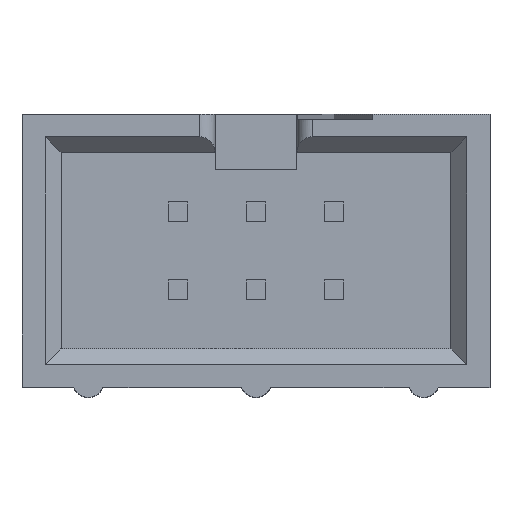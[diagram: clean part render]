
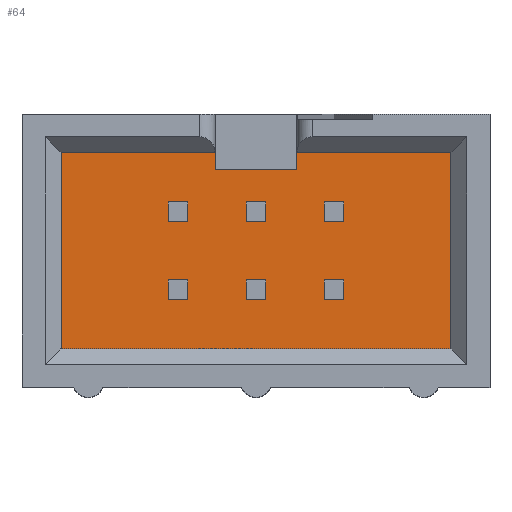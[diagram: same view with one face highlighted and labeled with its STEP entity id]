
A CAD part, top view. The second image highlights one B-rep face of the part: STEP entity #64.
In plain terms, the highlighted planar face has unit normal (0, 0, 1).
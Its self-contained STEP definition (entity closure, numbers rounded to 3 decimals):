
#64=ADVANCED_FACE('',(#185,#186,#187,#188,#189,#190,#191),#192,.T.);
#185=FACE_OUTER_BOUND('',#406,.T.);
#186=FACE_BOUND('',#407,.T.);
#187=FACE_BOUND('',#408,.T.);
#188=FACE_BOUND('',#409,.T.);
#189=FACE_BOUND('',#410,.T.);
#190=FACE_BOUND('',#411,.T.);
#191=FACE_BOUND('',#412,.T.);
#192=PLANE('',#413);
#406=EDGE_LOOP('',(#747,#748,#749,#750,#751,#752,#753,#754,#755,#756,#757,#758));
#407=EDGE_LOOP('',(#759,#760,#761,#762));
#408=EDGE_LOOP('',(#763,#764,#765,#766));
#409=EDGE_LOOP('',(#767,#768,#769,#770));
#410=EDGE_LOOP('',(#771,#772,#773,#774));
#411=EDGE_LOOP('',(#775,#776,#777,#778));
#412=EDGE_LOOP('',(#779,#780,#781,#782));
#413=AXIS2_PLACEMENT_3D('',#783,#784,#785);
#747=ORIENTED_EDGE('',*,*,#1455,.T.);
#748=ORIENTED_EDGE('',*,*,#1466,.F.);
#749=ORIENTED_EDGE('',*,*,#1462,.F.);
#750=ORIENTED_EDGE('',*,*,#1458,.T.);
#751=ORIENTED_EDGE('',*,*,#1467,.T.);
#752=ORIENTED_EDGE('',*,*,#1468,.T.);
#753=ORIENTED_EDGE('',*,*,#1469,.T.);
#754=ORIENTED_EDGE('',*,*,#1470,.T.);
#755=ORIENTED_EDGE('',*,*,#1471,.T.);
#756=ORIENTED_EDGE('',*,*,#1472,.T.);
#757=ORIENTED_EDGE('',*,*,#1473,.T.);
#758=ORIENTED_EDGE('',*,*,#1461,.T.);
#759=ORIENTED_EDGE('',*,*,#1474,.T.);
#760=ORIENTED_EDGE('',*,*,#1475,.F.);
#761=ORIENTED_EDGE('',*,*,#1476,.F.);
#762=ORIENTED_EDGE('',*,*,#1477,.T.);
#763=ORIENTED_EDGE('',*,*,#1478,.T.);
#764=ORIENTED_EDGE('',*,*,#1479,.F.);
#765=ORIENTED_EDGE('',*,*,#1480,.F.);
#766=ORIENTED_EDGE('',*,*,#1481,.T.);
#767=ORIENTED_EDGE('',*,*,#1482,.T.);
#768=ORIENTED_EDGE('',*,*,#1483,.F.);
#769=ORIENTED_EDGE('',*,*,#1484,.F.);
#770=ORIENTED_EDGE('',*,*,#1485,.T.);
#771=ORIENTED_EDGE('',*,*,#1486,.T.);
#772=ORIENTED_EDGE('',*,*,#1487,.F.);
#773=ORIENTED_EDGE('',*,*,#1488,.F.);
#774=ORIENTED_EDGE('',*,*,#1489,.T.);
#775=ORIENTED_EDGE('',*,*,#1490,.T.);
#776=ORIENTED_EDGE('',*,*,#1491,.F.);
#777=ORIENTED_EDGE('',*,*,#1492,.F.);
#778=ORIENTED_EDGE('',*,*,#1493,.T.);
#779=ORIENTED_EDGE('',*,*,#1494,.T.);
#780=ORIENTED_EDGE('',*,*,#1495,.F.);
#781=ORIENTED_EDGE('',*,*,#1496,.F.);
#782=ORIENTED_EDGE('',*,*,#1497,.T.);
#783=CARTESIAN_POINT('',(0.0,0.0,-6.35));
#784=DIRECTION('',(0.0,0.0,1.0));
#785=DIRECTION('',(1.0,0.0,0.0));
#1455=EDGE_CURVE('',#1747,#1745,#1748,.T.);
#1458=EDGE_CURVE('',#1752,#1750,#1753,.T.);
#1461=EDGE_CURVE('',#1755,#1747,#1757,.T.);
#1462=EDGE_CURVE('',#1752,#1758,#1759,.T.);
#1466=EDGE_CURVE('',#1758,#1745,#1764,.T.);
#1467=EDGE_CURVE('',#1750,#1765,#1766,.T.);
#1468=EDGE_CURVE('',#1765,#1767,#1768,.T.);
#1469=EDGE_CURVE('',#1767,#1769,#1770,.T.);
#1470=EDGE_CURVE('',#1769,#1771,#1772,.T.);
#1471=EDGE_CURVE('',#1771,#1773,#1774,.T.);
#1472=EDGE_CURVE('',#1773,#1775,#1776,.T.);
#1473=EDGE_CURVE('',#1775,#1755,#1777,.T.);
#1474=EDGE_CURVE('',#1778,#1779,#1780,.T.);
#1475=EDGE_CURVE('',#1781,#1779,#1782,.T.);
#1476=EDGE_CURVE('',#1783,#1781,#1784,.T.);
#1477=EDGE_CURVE('',#1783,#1778,#1785,.T.);
#1478=EDGE_CURVE('',#1786,#1787,#1788,.T.);
#1479=EDGE_CURVE('',#1789,#1787,#1790,.T.);
#1480=EDGE_CURVE('',#1791,#1789,#1792,.T.);
#1481=EDGE_CURVE('',#1791,#1786,#1793,.T.);
#1482=EDGE_CURVE('',#1794,#1795,#1796,.T.);
#1483=EDGE_CURVE('',#1797,#1795,#1798,.T.);
#1484=EDGE_CURVE('',#1799,#1797,#1800,.T.);
#1485=EDGE_CURVE('',#1799,#1794,#1801,.T.);
#1486=EDGE_CURVE('',#1802,#1803,#1804,.T.);
#1487=EDGE_CURVE('',#1805,#1803,#1806,.T.);
#1488=EDGE_CURVE('',#1807,#1805,#1808,.T.);
#1489=EDGE_CURVE('',#1807,#1802,#1809,.T.);
#1490=EDGE_CURVE('',#1810,#1811,#1812,.T.);
#1491=EDGE_CURVE('',#1813,#1811,#1814,.T.);
#1492=EDGE_CURVE('',#1815,#1813,#1816,.T.);
#1493=EDGE_CURVE('',#1815,#1810,#1817,.T.);
#1494=EDGE_CURVE('',#1818,#1819,#1820,.T.);
#1495=EDGE_CURVE('',#1821,#1819,#1822,.T.);
#1496=EDGE_CURVE('',#1823,#1821,#1824,.T.);
#1497=EDGE_CURVE('',#1823,#1818,#1825,.T.);
#1745=VERTEX_POINT('',#2221);
#1747=VERTEX_POINT('',#2224);
#1748=LINE('',#2225,#2226);
#1750=VERTEX_POINT('',#2229);
#1752=VERTEX_POINT('',#2232);
#1753=LINE('',#2233,#2234);
#1755=VERTEX_POINT('',#2237);
#1757=LINE('',#2240,#2241);
#1758=VERTEX_POINT('',#2242);
#1759=LINE('',#2243,#2244);
#1764=LINE('',#2252,#2253);
#1765=VERTEX_POINT('',#2254);
#1766=LINE('',#2255,#2256);
#1767=VERTEX_POINT('',#2257);
#1768=LINE('',#2258,#2259);
#1769=VERTEX_POINT('',#2260);
#1770=LINE('',#2261,#2262);
#1771=VERTEX_POINT('',#2263);
#1772=LINE('',#2264,#2265);
#1773=VERTEX_POINT('',#2266);
#1774=LINE('',#2267,#2268);
#1775=VERTEX_POINT('',#2269);
#1776=LINE('',#2270,#2271);
#1777=LINE('',#2272,#2273);
#1778=VERTEX_POINT('',#2274);
#1779=VERTEX_POINT('',#2275);
#1780=LINE('',#2276,#2277);
#1781=VERTEX_POINT('',#2278);
#1782=LINE('',#2279,#2280);
#1783=VERTEX_POINT('',#2281);
#1784=LINE('',#2282,#2283);
#1785=LINE('',#2284,#2285);
#1786=VERTEX_POINT('',#2286);
#1787=VERTEX_POINT('',#2287);
#1788=LINE('',#2288,#2289);
#1789=VERTEX_POINT('',#2290);
#1790=LINE('',#2291,#2292);
#1791=VERTEX_POINT('',#2293);
#1792=LINE('',#2294,#2295);
#1793=LINE('',#2296,#2297);
#1794=VERTEX_POINT('',#2298);
#1795=VERTEX_POINT('',#2299);
#1796=LINE('',#2300,#2301);
#1797=VERTEX_POINT('',#2302);
#1798=LINE('',#2303,#2304);
#1799=VERTEX_POINT('',#2305);
#1800=LINE('',#2306,#2307);
#1801=LINE('',#2308,#2309);
#1802=VERTEX_POINT('',#2310);
#1803=VERTEX_POINT('',#2311);
#1804=LINE('',#2312,#2313);
#1805=VERTEX_POINT('',#2314);
#1806=LINE('',#2315,#2316);
#1807=VERTEX_POINT('',#2317);
#1808=LINE('',#2318,#2319);
#1809=LINE('',#2320,#2321);
#1810=VERTEX_POINT('',#2322);
#1811=VERTEX_POINT('',#2323);
#1812=LINE('',#2324,#2325);
#1813=VERTEX_POINT('',#2326);
#1814=LINE('',#2327,#2328);
#1815=VERTEX_POINT('',#2329);
#1816=LINE('',#2330,#2331);
#1817=LINE('',#2332,#2333);
#1818=VERTEX_POINT('',#2334);
#1819=VERTEX_POINT('',#2335);
#1820=LINE('',#2336,#2337);
#1821=VERTEX_POINT('',#2338);
#1822=LINE('',#2339,#2340);
#1823=VERTEX_POINT('',#2341);
#1824=LINE('',#2342,#2343);
#1825=LINE('',#2344,#2345);
#2221=CARTESIAN_POINT('',(1.334,2.667,-6.35));
#2224=CARTESIAN_POINT('',(1.334,3.2,-6.35));
#2225=CARTESIAN_POINT('',(1.334,3.2,-6.35));
#2226=VECTOR('',#2774,0.533);
#2229=CARTESIAN_POINT('',(-6.35,3.2,-6.35));
#2232=CARTESIAN_POINT('',(-1.334,3.2,-6.35));
#2233=CARTESIAN_POINT('',(-1.334,3.2,-6.35));
#2234=VECTOR('',#2777,5.017);
#2237=CARTESIAN_POINT('',(6.35,3.2,-6.35));
#2240=CARTESIAN_POINT('',(6.35,3.2,-6.35));
#2241=VECTOR('',#2780,5.017);
#2242=CARTESIAN_POINT('',(-1.334,2.667,-6.35));
#2243=CARTESIAN_POINT('',(-1.334,3.2,-6.35));
#2244=VECTOR('',#2781,0.533);
#2252=CARTESIAN_POINT('',(-1.334,2.667,-6.35));
#2253=VECTOR('',#2785,2.667);
#2254=CARTESIAN_POINT('',(-6.35,1.651,-6.35));
#2255=CARTESIAN_POINT('',(-6.35,3.2,-6.35));
#2256=VECTOR('',#2786,1.549);
#2257=CARTESIAN_POINT('',(-6.35,-1.651,-6.35));
#2258=CARTESIAN_POINT('',(-6.35,1.651,-6.35));
#2259=VECTOR('',#2787,3.302);
#2260=CARTESIAN_POINT('',(-6.35,-3.2,-6.35));
#2261=CARTESIAN_POINT('',(-6.35,-1.651,-6.35));
#2262=VECTOR('',#2788,1.549);
#2263=CARTESIAN_POINT('',(6.35,-3.2,-6.35));
#2264=CARTESIAN_POINT('',(-6.35,-3.2,-6.35));
#2265=VECTOR('',#2789,12.7);
#2266=CARTESIAN_POINT('',(6.35,-1.651,-6.35));
#2267=CARTESIAN_POINT('',(6.35,-3.2,-6.35));
#2268=VECTOR('',#2790,1.549);
#2269=CARTESIAN_POINT('',(6.35,1.651,-6.35));
#2270=CARTESIAN_POINT('',(6.35,-1.651,-6.35));
#2271=VECTOR('',#2791,3.302);
#2272=CARTESIAN_POINT('',(6.35,1.651,-6.35));
#2273=VECTOR('',#2792,1.549);
#2274=CARTESIAN_POINT('',(-2.858,-0.953,-6.35));
#2275=CARTESIAN_POINT('',(-2.223,-0.953,-6.35));
#2276=CARTESIAN_POINT('',(-2.858,-0.953,-6.35));
#2277=VECTOR('',#2793,0.635);
#2278=CARTESIAN_POINT('',(-2.223,-1.588,-6.35));
#2279=CARTESIAN_POINT('',(-2.223,-1.588,-6.35));
#2280=VECTOR('',#2794,0.635);
#2281=CARTESIAN_POINT('',(-2.858,-1.588,-6.35));
#2282=CARTESIAN_POINT('',(-2.858,-1.588,-6.35));
#2283=VECTOR('',#2795,0.635);
#2284=CARTESIAN_POINT('',(-2.858,-1.588,-6.35));
#2285=VECTOR('',#2796,0.635);
#2286=CARTESIAN_POINT('',(-0.318,1.588,-6.35));
#2287=CARTESIAN_POINT('',(0.318,1.588,-6.35));
#2288=CARTESIAN_POINT('',(-0.318,1.588,-6.35));
#2289=VECTOR('',#2797,0.635);
#2290=CARTESIAN_POINT('',(0.318,0.953,-6.35));
#2291=CARTESIAN_POINT('',(0.318,0.953,-6.35));
#2292=VECTOR('',#2798,0.635);
#2293=CARTESIAN_POINT('',(-0.318,0.953,-6.35));
#2294=CARTESIAN_POINT('',(-0.318,0.953,-6.35));
#2295=VECTOR('',#2799,0.635);
#2296=CARTESIAN_POINT('',(-0.318,0.953,-6.35));
#2297=VECTOR('',#2800,0.635);
#2298=CARTESIAN_POINT('',(-0.318,-0.953,-6.35));
#2299=CARTESIAN_POINT('',(0.318,-0.953,-6.35));
#2300=CARTESIAN_POINT('',(-0.318,-0.953,-6.35));
#2301=VECTOR('',#2801,0.635);
#2302=CARTESIAN_POINT('',(0.318,-1.588,-6.35));
#2303=CARTESIAN_POINT('',(0.318,-1.588,-6.35));
#2304=VECTOR('',#2802,0.635);
#2305=CARTESIAN_POINT('',(-0.318,-1.588,-6.35));
#2306=CARTESIAN_POINT('',(-0.318,-1.588,-6.35));
#2307=VECTOR('',#2803,0.635);
#2308=CARTESIAN_POINT('',(-0.318,-1.588,-6.35));
#2309=VECTOR('',#2804,0.635);
#2310=CARTESIAN_POINT('',(-2.858,1.588,-6.35));
#2311=CARTESIAN_POINT('',(-2.223,1.588,-6.35));
#2312=CARTESIAN_POINT('',(-2.858,1.588,-6.35));
#2313=VECTOR('',#2805,0.635);
#2314=CARTESIAN_POINT('',(-2.223,0.953,-6.35));
#2315=CARTESIAN_POINT('',(-2.223,0.953,-6.35));
#2316=VECTOR('',#2806,0.635);
#2317=CARTESIAN_POINT('',(-2.858,0.953,-6.35));
#2318=CARTESIAN_POINT('',(-2.858,0.953,-6.35));
#2319=VECTOR('',#2807,0.635);
#2320=CARTESIAN_POINT('',(-2.858,0.953,-6.35));
#2321=VECTOR('',#2808,0.635);
#2322=CARTESIAN_POINT('',(2.223,-0.953,-6.35));
#2323=CARTESIAN_POINT('',(2.858,-0.953,-6.35));
#2324=CARTESIAN_POINT('',(2.223,-0.953,-6.35));
#2325=VECTOR('',#2809,0.635);
#2326=CARTESIAN_POINT('',(2.858,-1.588,-6.35));
#2327=CARTESIAN_POINT('',(2.858,-1.588,-6.35));
#2328=VECTOR('',#2810,0.635);
#2329=CARTESIAN_POINT('',(2.223,-1.588,-6.35));
#2330=CARTESIAN_POINT('',(2.223,-1.588,-6.35));
#2331=VECTOR('',#2811,0.635);
#2332=CARTESIAN_POINT('',(2.223,-1.588,-6.35));
#2333=VECTOR('',#2812,0.635);
#2334=CARTESIAN_POINT('',(2.223,1.588,-6.35));
#2335=CARTESIAN_POINT('',(2.858,1.588,-6.35));
#2336=CARTESIAN_POINT('',(2.223,1.588,-6.35));
#2337=VECTOR('',#2813,0.635);
#2338=CARTESIAN_POINT('',(2.858,0.953,-6.35));
#2339=CARTESIAN_POINT('',(2.858,0.953,-6.35));
#2340=VECTOR('',#2814,0.635);
#2341=CARTESIAN_POINT('',(2.223,0.953,-6.35));
#2342=CARTESIAN_POINT('',(2.223,0.953,-6.35));
#2343=VECTOR('',#2815,0.635);
#2344=CARTESIAN_POINT('',(2.223,0.953,-6.35));
#2345=VECTOR('',#2816,0.635);
#2774=DIRECTION('',(0.0,-1.0,0.0));
#2777=DIRECTION('',(-1.0,0.0,0.0));
#2780=DIRECTION('',(-1.0,0.0,0.0));
#2781=DIRECTION('',(0.0,-1.0,0.0));
#2785=DIRECTION('',(1.0,0.0,0.0));
#2786=DIRECTION('',(0.0,-1.0,0.0));
#2787=DIRECTION('',(0.0,-1.0,0.0));
#2788=DIRECTION('',(0.0,-1.0,0.0));
#2789=DIRECTION('',(1.0,0.0,0.0));
#2790=DIRECTION('',(0.0,1.0,0.0));
#2791=DIRECTION('',(0.0,1.0,0.0));
#2792=DIRECTION('',(0.0,1.0,0.0));
#2793=DIRECTION('',(1.0,0.0,0.0));
#2794=DIRECTION('',(0.0,1.0,0.0));
#2795=DIRECTION('',(1.0,0.0,0.0));
#2796=DIRECTION('',(0.0,1.0,0.0));
#2797=DIRECTION('',(1.0,0.0,0.0));
#2798=DIRECTION('',(0.0,1.0,0.0));
#2799=DIRECTION('',(1.0,0.0,0.0));
#2800=DIRECTION('',(0.0,1.0,0.0));
#2801=DIRECTION('',(1.0,0.0,0.0));
#2802=DIRECTION('',(0.0,1.0,0.0));
#2803=DIRECTION('',(1.0,0.0,0.0));
#2804=DIRECTION('',(0.0,1.0,0.0));
#2805=DIRECTION('',(1.0,0.0,0.0));
#2806=DIRECTION('',(0.0,1.0,0.0));
#2807=DIRECTION('',(1.0,0.0,0.0));
#2808=DIRECTION('',(0.0,1.0,0.0));
#2809=DIRECTION('',(1.0,0.0,0.0));
#2810=DIRECTION('',(0.0,1.0,0.0));
#2811=DIRECTION('',(1.0,0.0,0.0));
#2812=DIRECTION('',(0.0,1.0,0.0));
#2813=DIRECTION('',(1.0,0.0,0.0));
#2814=DIRECTION('',(0.0,1.0,0.0));
#2815=DIRECTION('',(1.0,0.0,0.0));
#2816=DIRECTION('',(0.0,1.0,0.0));
